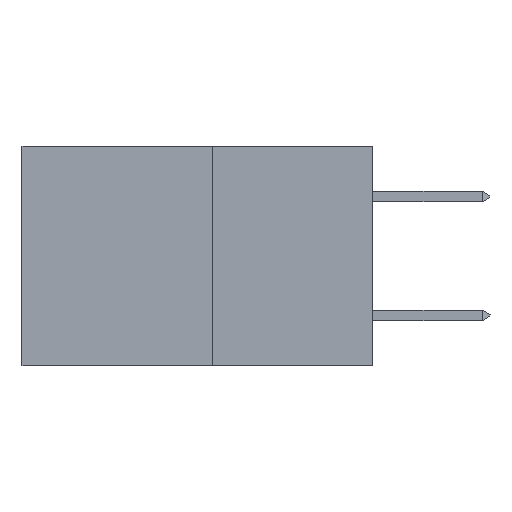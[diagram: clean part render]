
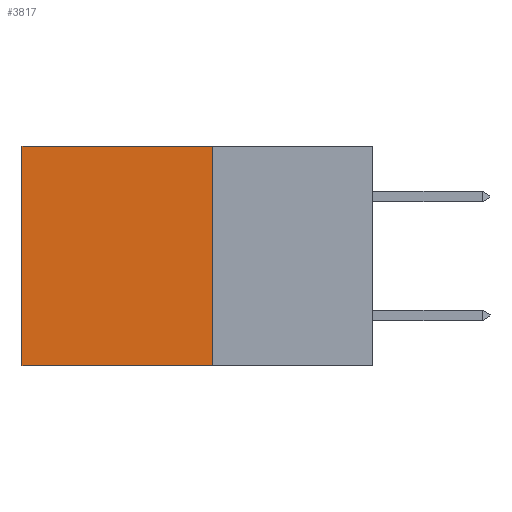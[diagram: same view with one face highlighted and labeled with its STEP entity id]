
A CAD part, left-side view. The second image highlights one B-rep face of the part: STEP entity #3817.
In plain terms, the highlighted planar face has unit normal (-1, 0, 0).
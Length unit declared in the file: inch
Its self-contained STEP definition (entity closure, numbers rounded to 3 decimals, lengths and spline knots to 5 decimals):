
#236 = EDGE_LOOP ( 'NONE', ( #5748, #2212, #1592, #4127 ) ) ;
#408 = CARTESIAN_POINT ( 'NONE',  ( 0.277, 0.27, -0.37 ) ) ;
#607 = VERTEX_POINT ( 'NONE', #4894 ) ;
#907 = EDGE_CURVE ( 'NONE', #6360, #607, #1222, .T. ) ;
#1090 = FACE_OUTER_BOUND ( 'NONE', #236, .T. ) ;
#1222 = LINE ( 'NONE', #2325, #4339 ) ;
#1370 = VECTOR ( 'NONE', #3149, 39.37008 ) ;
#1523 = CARTESIAN_POINT ( 'NONE',  ( 0.277, 0.59, -0.37 ) ) ;
#1592 = ORIENTED_EDGE ( 'NONE', *, *, #4281, .F. ) ;
#1708 = DIRECTION ( 'NONE',  ( 0., 1., 0. ) ) ;
#1831 = VECTOR ( 'NONE', #1708, 39.37008 ) ;
#1959 = CARTESIAN_POINT ( 'NONE',  ( 0.277, 0.27, 0. ) ) ;
#1967 = EDGE_CURVE ( 'NONE', #607, #7149, #5855, .T. ) ;
#2212 = ORIENTED_EDGE ( 'NONE', *, *, #3745, .F. ) ;
#2291 = DIRECTION ( 'NONE',  ( 1., 0., 0. ) ) ;
#2320 = DIRECTION ( 'NONE',  ( 0., 0., -1. ) ) ;
#2325 = CARTESIAN_POINT ( 'NONE',  ( 0.277, 0.27, 0. ) ) ;
#2529 = VERTEX_POINT ( 'NONE', #3978 ) ;
#2948 = LINE ( 'NONE', #408, #1370 ) ;
#3149 = DIRECTION ( 'NONE',  ( 0., 0., -1. ) ) ;
#3389 = AXIS2_PLACEMENT_3D ( 'NONE', #7626, #2291, #4183 ) ;
#3745 = EDGE_CURVE ( 'NONE', #2529, #7149, #6959, .T. ) ;
#3803 = VECTOR ( 'NONE', #2320, 39.37008 ) ;
#3817 = ADVANCED_FACE ( 'NONE', ( #1090 ), #3894, .F. ) ;
#3894 = PLANE ( 'NONE',  #3389 ) ;
#3978 = CARTESIAN_POINT ( 'NONE',  ( 0.277, 0.27, -0.37 ) ) ;
#4127 = ORIENTED_EDGE ( 'NONE', *, *, #907, .T. ) ;
#4183 = DIRECTION ( 'NONE',  ( 0., 0., -1. ) ) ;
#4281 = EDGE_CURVE ( 'NONE', #6360, #2529, #2948, .T. ) ;
#4339 = VECTOR ( 'NONE', #6585, 39.37008 ) ;
#4510 = CARTESIAN_POINT ( 'NONE',  ( 0.277, 0.27, -0.37 ) ) ;
#4894 = CARTESIAN_POINT ( 'NONE',  ( 0.277, 0.59, 0. ) ) ;
#5748 = ORIENTED_EDGE ( 'NONE', *, *, #1967, .T. ) ;
#5855 = LINE ( 'NONE', #1523, #3803 ) ;
#6360 = VERTEX_POINT ( 'NONE', #1959 ) ;
#6585 = DIRECTION ( 'NONE',  ( 0., 1., 0. ) ) ;
#6959 = LINE ( 'NONE', #4510, #1831 ) ;
#7149 = VERTEX_POINT ( 'NONE', #7254 ) ;
#7254 = CARTESIAN_POINT ( 'NONE',  ( 0.277, 0.59, -0.37 ) ) ;
#7626 = CARTESIAN_POINT ( 'NONE',  ( 0.277, 0.27, -0.37 ) ) ;
